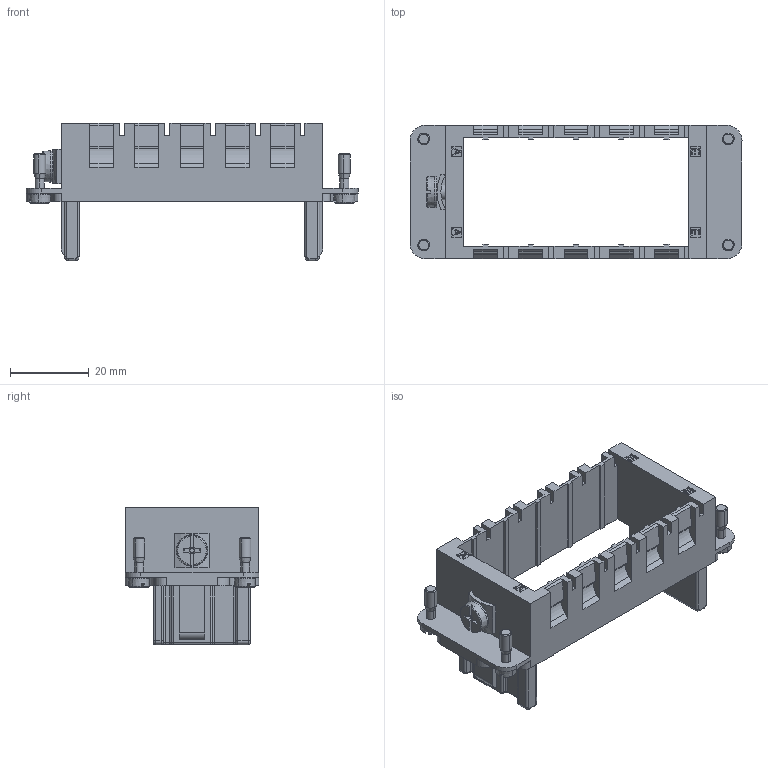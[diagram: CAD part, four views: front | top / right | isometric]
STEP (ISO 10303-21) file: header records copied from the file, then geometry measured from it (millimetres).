
FILE_DESCRIPTION(/* description */ (''),/* implementation_level */ '2;1');
FILE_NAME(/* name */ 'c146 s16 001 g8.stp',/* time_stamp */ '2017-11-23T14:46:56+01:00',/* author */ (''),/* organization */ (''),/* preprocessor_version */ 'ST-DEVELOPER v16',/* originating_system */ 'SIEMENS PLM Software NX 11.0',/* authorisation */ '');
FILE_SCHEMA (('AP203_CONFIGURATION_CONTROLLED_3D_DESIGN_OF_MECHANICAL_PARTS_AND_ASSEMBLIES_MIM_LF { 1 0 10303 403 2 1 2}'));
Length unit declared in the file: millimetre
Products named in the file (1): 13245nxs001-01
Bounding box: 84.5 x 34 x 35 mm (x, y, z)
Volume: 16584.5 mm3; surface area: 13481.6 mm2
Topology: 1 solids, 1 shells, 701 faces, 1895 edges, 1231 vertices
Faces by surface type: plane 451, cylinder 118, cone 58, extrusion 32, torus 30, bspline 8, sphere 4
Full cylindrical faces by diameter (mm): 3.3 x1, 4 x2, 8 x1
Entity records: 24674 total; most frequent: CARTESIAN_POINT 5948, ORIENTED_EDGE 3768, DIRECTION 3318, EDGE_CURVE 1884, VECTOR 1348, LINE 1316, VERTEX_POINT 1230, AXIS2_PLACEMENT_3D 985
